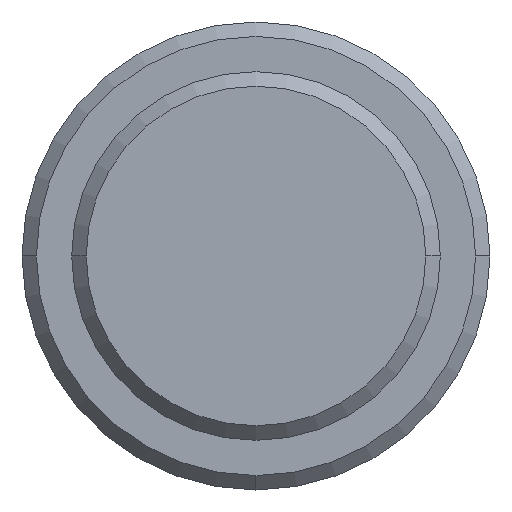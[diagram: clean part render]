
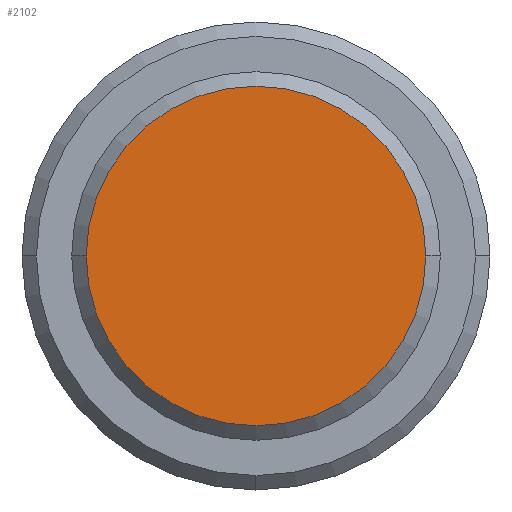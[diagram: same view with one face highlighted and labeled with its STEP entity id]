
A CAD part, left-side view. The second image highlights one B-rep face of the part: STEP entity #2102.
In plain terms, the highlighted planar face has unit normal (-1, 0, 0).
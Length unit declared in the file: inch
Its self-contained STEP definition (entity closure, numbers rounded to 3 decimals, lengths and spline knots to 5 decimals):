
#97 = CARTESIAN_POINT ( 'NONE',  ( 0., 0., 0. ) ) ;
#99 = FACE_OUTER_BOUND ( 'NONE', #732, .T. ) ;
#112 = CARTESIAN_POINT ( 'NONE',  ( 0., 0., 0. ) ) ;
#268 = AXIS2_PLACEMENT_3D ( 'NONE', #1653, #1009, #1407 ) ;
#326 = DIRECTION ( 'NONE',  ( 0., 1., 0. ) ) ;
#327 = VERTEX_POINT ( 'NONE', #1593 ) ;
#548 = DIRECTION ( 'NONE',  ( 0., 1., 0. ) ) ;
#732 = EDGE_LOOP ( 'NONE', ( #892, #2126 ) ) ;
#750 = DIRECTION ( 'NONE',  ( 1., 0., 0. ) ) ;
#815 = EDGE_CURVE ( 'NONE', #327, #2772, #1867, .T. ) ;
#892 = ORIENTED_EDGE ( 'NONE', *, *, #815, .F. ) ;
#912 = PLANE ( 'NONE',  #2482 ) ;
#1009 = DIRECTION ( 'NONE',  ( -1., 0., 0. ) ) ;
#1407 = DIRECTION ( 'NONE',  ( 0., 1., 0. ) ) ;
#1479 = EDGE_CURVE ( 'NONE', #327, #2772, #2525, .T. ) ;
#1593 = CARTESIAN_POINT ( 'NONE',  ( 0., 0.31496, 0. ) ) ;
#1620 = DIRECTION ( 'NONE',  ( 1., 0., 0. ) ) ;
#1653 = CARTESIAN_POINT ( 'NONE',  ( 0., 0., 0. ) ) ;
#1753 = CARTESIAN_POINT ( 'NONE',  ( 0., -0.31496, 0. ) ) ;
#1867 = CIRCLE ( 'NONE', #2243, 0.31496 ) ;
#2102 = ADVANCED_FACE ( 'NONE', ( #99 ), #912, .F. ) ;
#2126 = ORIENTED_EDGE ( 'NONE', *, *, #1479, .T. ) ;
#2243 = AXIS2_PLACEMENT_3D ( 'NONE', #97, #750, #326 ) ;
#2482 = AXIS2_PLACEMENT_3D ( 'NONE', #112, #1620, #548 ) ;
#2525 = CIRCLE ( 'NONE', #268, 0.31496 ) ;
#2772 = VERTEX_POINT ( 'NONE', #1753 ) ;
